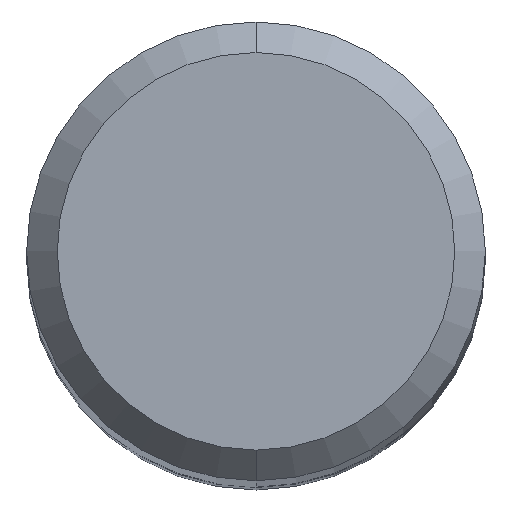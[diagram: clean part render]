
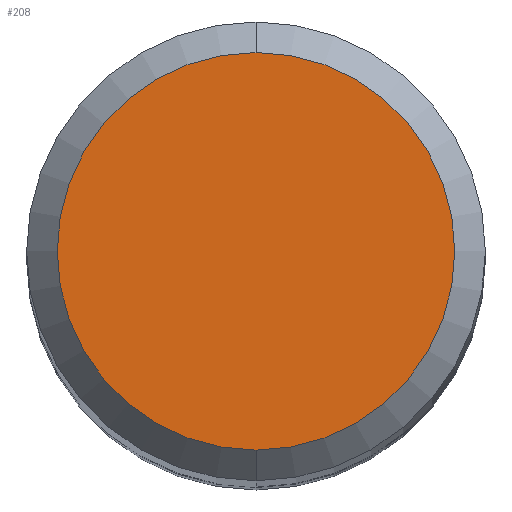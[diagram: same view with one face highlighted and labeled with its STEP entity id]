
A CAD part, top view. The second image highlights one B-rep face of the part: STEP entity #208.
In plain terms, the highlighted planar face has unit normal (0, 0, 1).
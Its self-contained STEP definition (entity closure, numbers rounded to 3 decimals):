
#160=VERTEX_POINT('',#305);
#180=VERTEX_POINT('',#328);
#184=EDGE_CURVE('',#160,#180,#333,.T.);
#186=EDGE_CURVE('',#180,#160,#335,.T.);
#208=ADVANCED_FACE('',(#360),#361,.T.);
#305=CARTESIAN_POINT('',(0.0,2.6,0.0));
#328=CARTESIAN_POINT('',(0.,-2.6,0.0));
#333=CIRCLE('',#508,2.6);
#335=CIRCLE('',#511,2.6);
#360=FACE_OUTER_BOUND('',#537,.T.);
#361=PLANE('',#538);
#508=AXIS2_PLACEMENT_3D('',#675,#676,#677);
#511=AXIS2_PLACEMENT_3D('',#678,#679,#680);
#537=EDGE_LOOP('',(#711,#712));
#538=AXIS2_PLACEMENT_3D('',#713,#714,#715);
#675=CARTESIAN_POINT('',(0.0,0.0,0.0));
#676=DIRECTION('',(0.0,0.0,-1.0));
#677=DIRECTION('',(0.0,1.0,0.0));
#678=CARTESIAN_POINT('',(0.0,0.0,0.0));
#679=DIRECTION('',(0.0,0.0,-1.0));
#680=DIRECTION('',(0.0,1.0,0.0));
#711=ORIENTED_EDGE('',*,*,#184,.F.);
#712=ORIENTED_EDGE('',*,*,#186,.F.);
#713=CARTESIAN_POINT('',(0.0,1.3,0.0));
#714=DIRECTION('',(-0.0,0.0,1.0));
#715=DIRECTION('',(0.0,-1.0,0.0));
